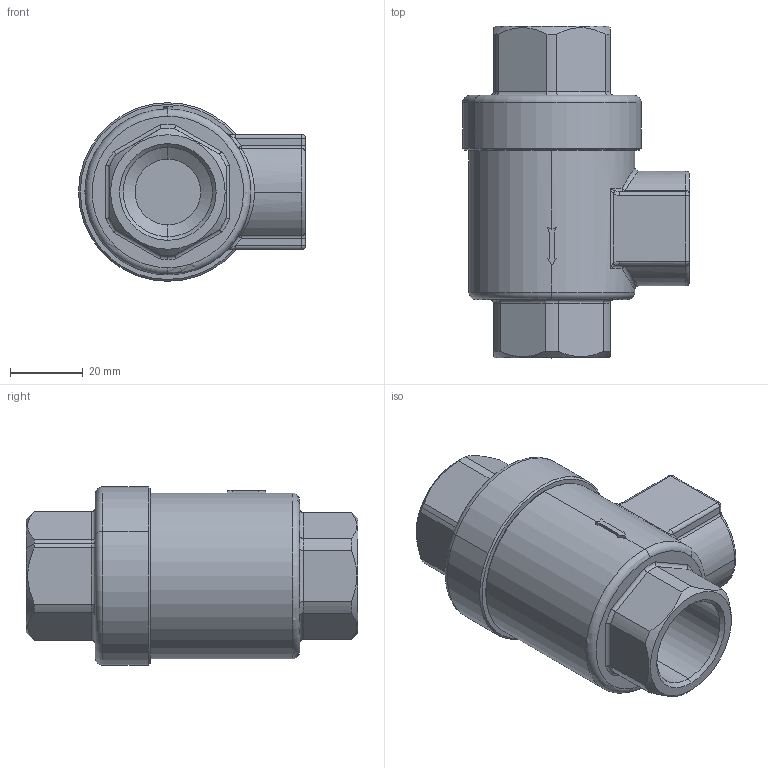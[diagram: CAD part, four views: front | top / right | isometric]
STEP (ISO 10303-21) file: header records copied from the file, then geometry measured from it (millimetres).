
FILE_DESCRIPTION(( 'MV.27.00.34.STEP' ), '1');
FILE_NAME( 'MV.27.00.34.STEP', '2018-10-04T17:00:26',( 'Sopra'),('sopra-pneumatic.com'), 'SwSTEP 2.0','SolidWorks 2009','' );
FILE_SCHEMA (( 'CONFIG_CONTROL_DESIGN' ));
Length unit declared in the file: millimetre
Products named in the file (1): 04170005
Bounding box: 62.25 x 91 x 49 mm (x, y, z)
Volume: 111094.4 mm3; surface area: 21525.6 mm2
Topology: 1 solids, 1 shells, 167 faces, 404 edges, 239 vertices
Faces by surface type: cylinder 62, plane 40, torus 29, cone 18, bspline 10, sphere 8
Entity records: 7009 total; most frequent: CARTESIAN_POINT 3238, ORIENTED_EDGE 784, DIRECTION 758, EDGE_CURVE 392, AXIS2_PLACEMENT_3D 307, VERTEX_POINT 235, EDGE_LOOP 175, FACE_OUTER_BOUND 167
